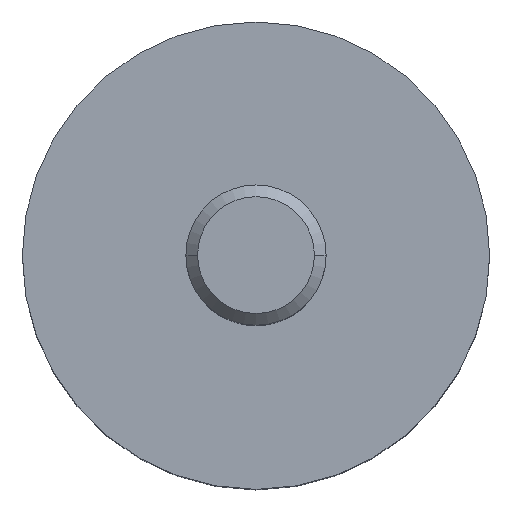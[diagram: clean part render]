
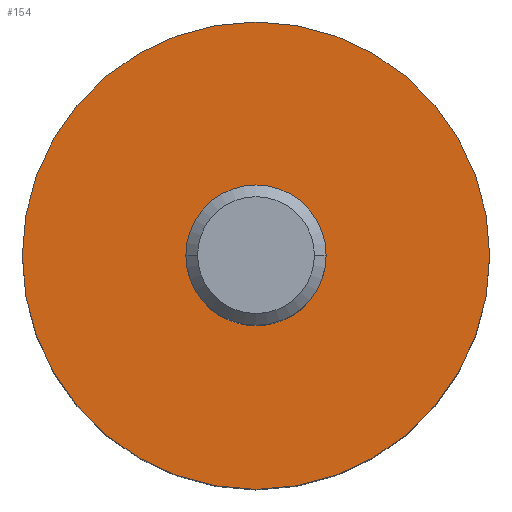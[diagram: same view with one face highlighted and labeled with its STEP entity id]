
A CAD part, top view. The second image highlights one B-rep face of the part: STEP entity #154.
In plain terms, the highlighted planar face has unit normal (0, 0, 1).
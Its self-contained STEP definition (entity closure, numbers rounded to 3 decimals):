
#10 = EDGE_CURVE ( 'NONE', #257, #350, #82, .T. ) ;
#14 = DIRECTION ( 'NONE',  ( 0., 0., 1. ) ) ;
#33 = CARTESIAN_POINT ( 'NONE',  ( -3., 0., 15. ) ) ;
#41 = AXIS2_PLACEMENT_3D ( 'NONE', #318, #14, #351 ) ;
#43 = CIRCLE ( 'NONE', #41, 3. ) ;
#46 = CARTESIAN_POINT ( 'NONE',  ( 0., 0., 15. ) ) ;
#64 = CARTESIAN_POINT ( 'NONE',  ( 10., 0., 15. ) ) ;
#72 = AXIS2_PLACEMENT_3D ( 'NONE', #167, #323, #236 ) ;
#79 = EDGE_CURVE ( 'NONE', #117, #347, #230, .T. ) ;
#82 = CIRCLE ( 'NONE', #173, 10. ) ;
#84 = EDGE_CURVE ( 'NONE', #350, #257, #220, .T. ) ;
#91 = FACE_BOUND ( 'NONE', #92, .T. ) ;
#92 = EDGE_LOOP ( 'NONE', ( #304, #341 ) ) ;
#101 = EDGE_CURVE ( 'NONE', #347, #117, #43, .T. ) ;
#117 = VERTEX_POINT ( 'NONE', #232 ) ;
#121 = CARTESIAN_POINT ( 'NONE',  ( 0., 0., 15. ) ) ;
#138 = DIRECTION ( 'NONE',  ( 0., 0., 1. ) ) ;
#142 = AXIS2_PLACEMENT_3D ( 'NONE', #121, #238, #294 ) ;
#154 = ADVANCED_FACE ( 'NONE', ( #91, #176 ), #210, .T. ) ;
#167 = CARTESIAN_POINT ( 'NONE',  ( 0., 0., 15. ) ) ;
#173 = AXIS2_PLACEMENT_3D ( 'NONE', #315, #138, #250 ) ;
#176 = FACE_OUTER_BOUND ( 'NONE', #231, .T. ) ;
#210 = PLANE ( 'NONE',  #142 ) ;
#220 = CIRCLE ( 'NONE', #72, 10. ) ;
#230 = CIRCLE ( 'NONE', #352, 3. ) ;
#231 = EDGE_LOOP ( 'NONE', ( #284, #316 ) ) ;
#232 = CARTESIAN_POINT ( 'NONE',  ( 3., 0., 15. ) ) ;
#236 = DIRECTION ( 'NONE',  ( 1., 0., 0. ) ) ;
#238 = DIRECTION ( 'NONE',  ( 0., 0., 1. ) ) ;
#250 = DIRECTION ( 'NONE',  ( 1., 0., 0. ) ) ;
#257 = VERTEX_POINT ( 'NONE', #64 ) ;
#258 = DIRECTION ( 'NONE',  ( 1., 0., 0. ) ) ;
#284 = ORIENTED_EDGE ( 'NONE', *, *, #84, .T. ) ;
#294 = DIRECTION ( 'NONE',  ( 1., 0., 0. ) ) ;
#302 = CARTESIAN_POINT ( 'NONE',  ( -10., 0., 15. ) ) ;
#304 = ORIENTED_EDGE ( 'NONE', *, *, #101, .F. ) ;
#315 = CARTESIAN_POINT ( 'NONE',  ( 0., 0., 15. ) ) ;
#316 = ORIENTED_EDGE ( 'NONE', *, *, #10, .T. ) ;
#317 = DIRECTION ( 'NONE',  ( 0., 0., 1. ) ) ;
#318 = CARTESIAN_POINT ( 'NONE',  ( 0., 0., 15. ) ) ;
#323 = DIRECTION ( 'NONE',  ( 0., 0., 1. ) ) ;
#341 = ORIENTED_EDGE ( 'NONE', *, *, #79, .F. ) ;
#347 = VERTEX_POINT ( 'NONE', #33 ) ;
#350 = VERTEX_POINT ( 'NONE', #302 ) ;
#351 = DIRECTION ( 'NONE',  ( 1., 0., 0. ) ) ;
#352 = AXIS2_PLACEMENT_3D ( 'NONE', #46, #317, #258 ) ;
